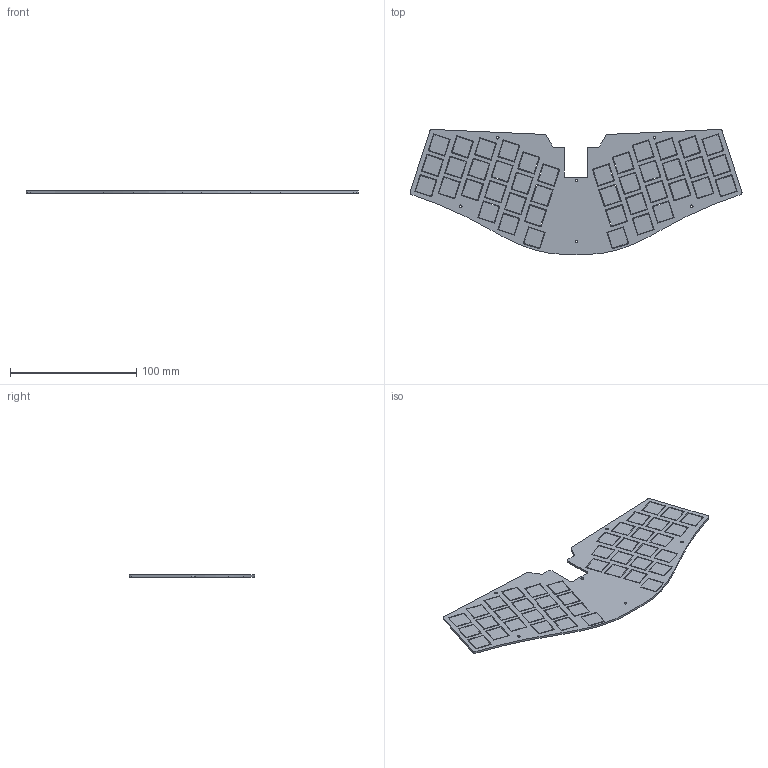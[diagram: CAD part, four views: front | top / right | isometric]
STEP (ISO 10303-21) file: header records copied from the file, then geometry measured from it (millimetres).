
FILE_DESCRIPTION(('KiCad electronic assembly'),'2;1');
FILE_NAME('osprey_plate.step','2024-09-01T14:31:22',('Pcbnew'),('Kicad') ,'Open CASCADE STEP processor 7.7','KiCad to STEP converter','Unknown' );
FILE_SCHEMA(('AUTOMOTIVE_DESIGN { 1 0 10303 214 1 1 1 1 }'));
Length unit declared in the file: millimetre
Products named in the file (2): osprey_plate 1; ozprey_PCB
Assembly tree (1 placements, depth 2):
  osprey_plate 1
    ozprey_PCB
Bounding box: 263.46 x 99.25 x 1.6 mm (x, y, z)
Volume: 27919 mm3; surface area: 43313.8 mm2
Topology: 43 solids, 43 shells, 792 faces, 2118 edges, 1412 vertices
Faces by surface type: plane 436, cylinder 356
Full cylindrical faces by diameter (mm): 2.2 x6
Entity records: 25313 total; most frequent: DIRECTION 4418, CARTESIAN_POINT 4324, ORIENTED_EDGE 4236, EDGE_CURVE 2118, AXIS2_PLACEMENT_3D 1506, VERTEX_POINT 1412, LINE 1406, VECTOR 1406
